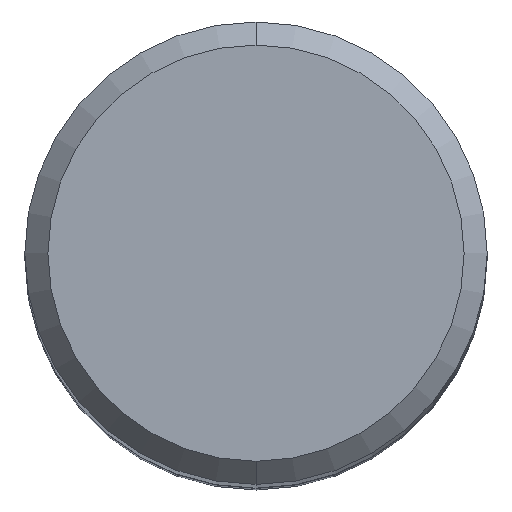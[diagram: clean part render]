
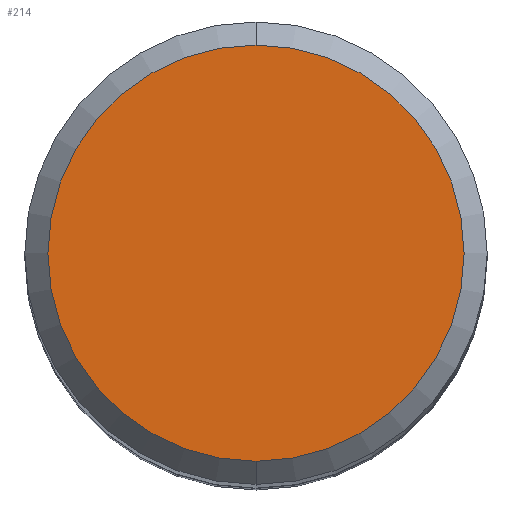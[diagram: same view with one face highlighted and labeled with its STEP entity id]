
A CAD part, top view. The second image highlights one B-rep face of the part: STEP entity #214.
In plain terms, the highlighted planar face has unit normal (0, 0, 1).
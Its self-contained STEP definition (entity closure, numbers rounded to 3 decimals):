
#168=VERTEX_POINT('',#368);
#214=ADVANCED_FACE('',(#419),#420,.T.);
#244=EDGE_CURVE('',#260,#168,#450,.T.);
#252=EDGE_CURVE('',#168,#260,#460,.T.);
#260=VERTEX_POINT('',#468);
#368=CARTESIAN_POINT('',(0.,-4.5,0.01));
#419=FACE_OUTER_BOUND('',#643,.T.);
#420=PLANE('',#644);
#450=CIRCLE('',#690,4.5);
#460=CIRCLE('',#702,4.5);
#468=CARTESIAN_POINT('',(0.0,4.5,0.01));
#643=EDGE_LOOP('',(#899,#900));
#644=AXIS2_PLACEMENT_3D('',#901,#902,#903);
#690=AXIS2_PLACEMENT_3D('',#924,#925,#926);
#702=AXIS2_PLACEMENT_3D('',#945,#946,#947);
#899=ORIENTED_EDGE('',*,*,#244,.F.);
#900=ORIENTED_EDGE('',*,*,#252,.F.);
#901=CARTESIAN_POINT('',(0.0,2.25,0.01));
#902=DIRECTION('',(-0.0,0.0,1.0));
#903=DIRECTION('',(0.0,-1.0,0.0));
#924=CARTESIAN_POINT('',(0.0,0.0,0.01));
#925=DIRECTION('',(0.0,0.0,-1.0));
#926=DIRECTION('',(0.0,1.0,0.0));
#945=CARTESIAN_POINT('',(0.0,0.0,0.01));
#946=DIRECTION('',(0.0,0.0,-1.0));
#947=DIRECTION('',(0.0,1.0,0.0));
